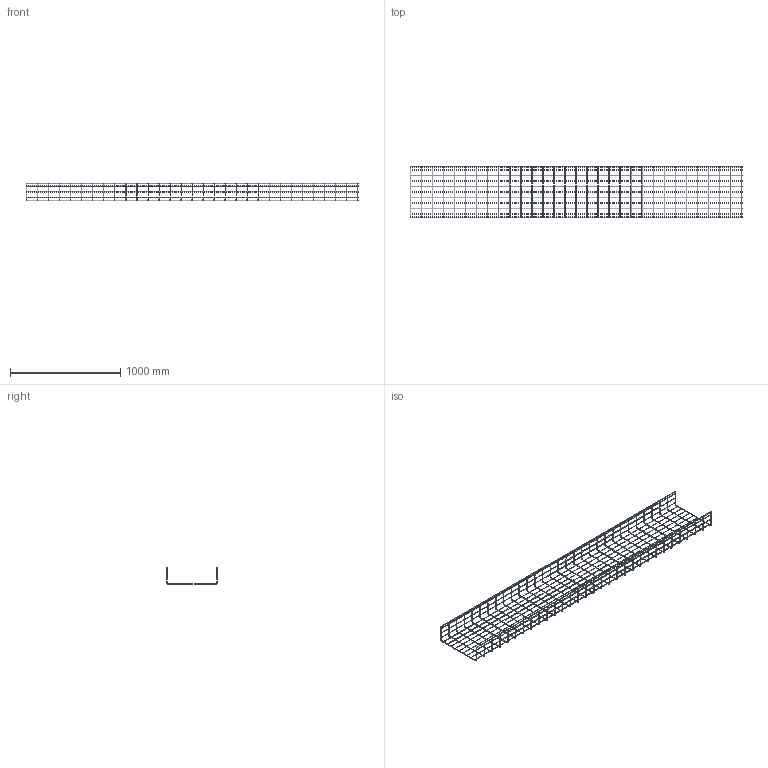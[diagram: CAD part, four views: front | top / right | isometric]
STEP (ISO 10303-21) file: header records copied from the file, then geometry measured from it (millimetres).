
FILE_DESCRIPTION(/* description */ (''),/* implementation_level */ '2;1');
FILE_NAME(/* name */ '001014.stp',/* time_stamp */ '2024-01-03T10:47:55+01:00',/* author */ ('bonnaudn'),/* organization */ (''),/* preprocessor_version */ 'ST-DEVELOPER v19.2',/* originating_system */ 'AutoCAD Mechanical',/* authorisation */ '');
FILE_SCHEMA (('AUTOMOTIVE_DESIGN { 1 0 10303 214 3 1 1 }'));
Length unit declared in the file: millimetre
Products named in the file (3): Product; *U1; *U0
Assembly tree (32 placements, depth 3):
  Product
    *U1
      *U0  x31
Bounding box: 3005.5 x 470.14 x 159.57 mm (x, y, z)
Volume: 1372375.1 mm3; surface area: 1117948.8 mm2
Topology: 48 solids, 48 shells, 268 faces, 516 edges, 344 vertices
Faces by surface type: cylinder 110, plane 96, torus 62
Full cylindrical faces by diameter (mm): 3.9 x11, 5.5 x99
Entity records: 1431 total; most frequent: DIRECTION 298, CARTESIAN_POINT 203, AXIS2_PLACEMENT_3D 139, ORIENTED_EDGE 132, EDGE_CURVE 66, FACE_OUTER_BOUND 58, EDGE_LOOP 58, ADVANCED_FACE 58
